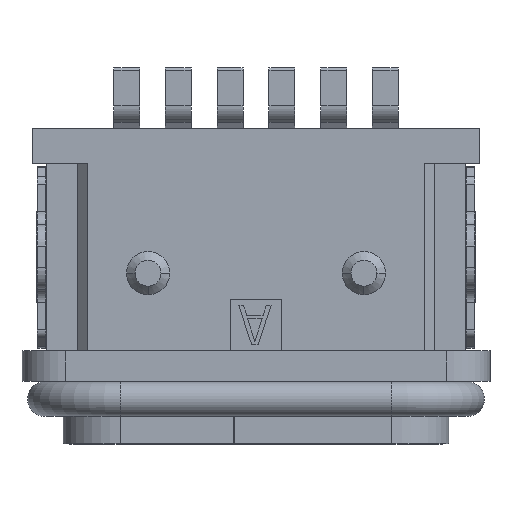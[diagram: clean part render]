
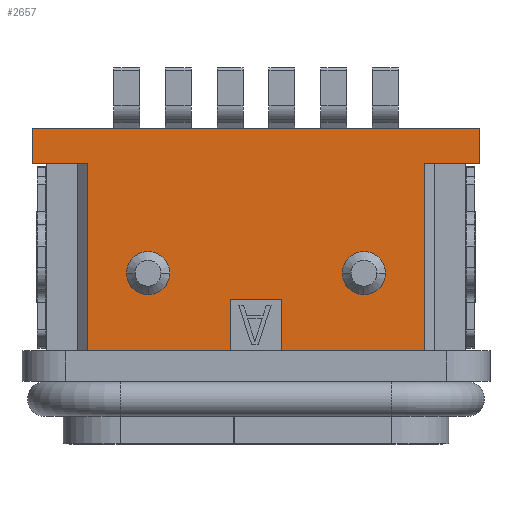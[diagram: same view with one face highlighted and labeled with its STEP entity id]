
A CAD part, top view. The second image highlights one B-rep face of the part: STEP entity #2657.
In plain terms, the highlighted planar face has unit normal (0, 0, 1).
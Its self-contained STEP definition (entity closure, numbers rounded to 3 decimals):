
#48 = VECTOR ( 'NONE', #6680, 1000. ) ;
#134 = EDGE_CURVE ( 'NONE', #14687, #2235, #16451, .T. ) ;
#463 = LINE ( 'NONE', #17561, #491 ) ;
#491 = VECTOR ( 'NONE', #13185, 1000. ) ;
#516 = CARTESIAN_POINT ( 'NONE',  ( 2.5, 3.15, 2.23 ) ) ;
#561 = DIRECTION ( 'NONE',  ( 0., 1., 0. ) ) ;
#662 = CARTESIAN_POINT ( 'NONE',  ( 0.6, 1.35, 2.23 ) ) ;
#1077 = LINE ( 'NONE', #14715, #14952 ) ;
#1126 = DIRECTION ( 'NONE',  ( 1., 0., 0. ) ) ;
#1270 = CARTESIAN_POINT ( 'NONE',  ( -2.5, 3.15, 2.23 ) ) ;
#1280 = EDGE_CURVE ( 'NONE', #6997, #13683, #16949, .T. ) ;
#1512 = VECTOR ( 'NONE', #12618, 1000. ) ;
#1624 = CARTESIAN_POINT ( 'NONE',  ( 5.17, 6.5, 2.23 ) ) ;
#1719 = CARTESIAN_POINT ( 'NONE',  ( -5.17, 6.5, 2.23 ) ) ;
#1740 = CARTESIAN_POINT ( 'NONE',  ( 3.895, 5.7, 2.23 ) ) ;
#1761 = CIRCLE ( 'NONE', #4695, 0.5 ) ;
#1900 = CARTESIAN_POINT ( 'NONE',  ( -0.6, 1.35, 2.23 ) ) ;
#2132 = EDGE_CURVE ( 'NONE', #10602, #5817, #12251, .T. ) ;
#2235 = VERTEX_POINT ( 'NONE', #6935 ) ;
#2657 = ADVANCED_FACE ( 'NONE', ( #10242, #11570, #9947 ), #3618, .T. ) ;
#2687 = VECTOR ( 'NONE', #561, 1000. ) ;
#3040 = VERTEX_POINT ( 'NONE', #18870 ) ;
#3085 = AXIS2_PLACEMENT_3D ( 'NONE', #8368, #7050, #6825 ) ;
#3140 = VERTEX_POINT ( 'NONE', #5529 ) ;
#3228 = ORIENTED_EDGE ( 'NONE', *, *, #14602, .T. ) ;
#3570 = EDGE_CURVE ( 'NONE', #7546, #3140, #13158, .T. ) ;
#3618 = PLANE ( 'NONE',  #15484 ) ;
#3706 = ORIENTED_EDGE ( 'NONE', *, *, #16571, .F. ) ;
#3858 = EDGE_CURVE ( 'NONE', #2235, #13683, #12230, .T. ) ;
#3910 = DIRECTION ( 'NONE',  ( 0., 1., 0. ) ) ;
#3928 = VECTOR ( 'NONE', #10814, 1000. ) ;
#4249 = EDGE_CURVE ( 'NONE', #18556, #17852, #12306, .T. ) ;
#4302 = LINE ( 'NONE', #12141, #3928 ) ;
#4695 = AXIS2_PLACEMENT_3D ( 'NONE', #8125, #18353, #8987 ) ;
#4718 = CARTESIAN_POINT ( 'NONE',  ( -0.6, 1.35, 2.23 ) ) ;
#4856 = VERTEX_POINT ( 'NONE', #15076 ) ;
#5140 = ORIENTED_EDGE ( 'NONE', *, *, #16578, .F. ) ;
#5247 = CARTESIAN_POINT ( 'NONE',  ( 0.6, 2.55, 2.23 ) ) ;
#5363 = VECTOR ( 'NONE', #7828, 1000. ) ;
#5367 = DIRECTION ( 'NONE',  ( 0., -1., 0. ) ) ;
#5468 = ORIENTED_EDGE ( 'NONE', *, *, #1280, .F. ) ;
#5529 = CARTESIAN_POINT ( 'NONE',  ( -3., 3.15, 2.23 ) ) ;
#5817 = VERTEX_POINT ( 'NONE', #17728 ) ;
#5879 = EDGE_CURVE ( 'NONE', #4856, #3040, #16328, .T. ) ;
#5947 = DIRECTION ( 'NONE',  ( 0., -1., 0. ) ) ;
#5954 = AXIS2_PLACEMENT_3D ( 'NONE', #1270, #7476, #18568 ) ;
#6680 = DIRECTION ( 'NONE',  ( -1., 0., 0. ) ) ;
#6707 = EDGE_CURVE ( 'NONE', #10602, #11613, #14401, .T. ) ;
#6825 = DIRECTION ( 'NONE',  ( 1., 0., 0. ) ) ;
#6935 = CARTESIAN_POINT ( 'NONE',  ( 3.895, 5.7, 2.23 ) ) ;
#6997 = VERTEX_POINT ( 'NONE', #9103 ) ;
#7003 = ORIENTED_EDGE ( 'NONE', *, *, #5879, .F. ) ;
#7040 = DIRECTION ( 'NONE',  ( 0., 0., 1. ) ) ;
#7050 = DIRECTION ( 'NONE',  ( 0., 0., 1. ) ) ;
#7476 = DIRECTION ( 'NONE',  ( 0., 0., 1. ) ) ;
#7546 = VERTEX_POINT ( 'NONE', #17890 ) ;
#7579 = VECTOR ( 'NONE', #1126, 1000. ) ;
#7828 = DIRECTION ( 'NONE',  ( -1., 0., 0. ) ) ;
#8125 = CARTESIAN_POINT ( 'NONE',  ( 2.5, 3.15, 2.23 ) ) ;
#8197 = AXIS2_PLACEMENT_3D ( 'NONE', #516, #7040, #19135 ) ;
#8368 = CARTESIAN_POINT ( 'NONE',  ( -2.5, 3.15, 2.23 ) ) ;
#8406 = LINE ( 'NONE', #16341, #14787 ) ;
#8950 = LINE ( 'NONE', #1624, #5363 ) ;
#8987 = DIRECTION ( 'NONE',  ( 1., 0., 0. ) ) ;
#9085 = VERTEX_POINT ( 'NONE', #5247 ) ;
#9103 = CARTESIAN_POINT ( 'NONE',  ( 5.17, 6.5, 2.23 ) ) ;
#9318 = ORIENTED_EDGE ( 'NONE', *, *, #134, .T. ) ;
#9373 = CARTESIAN_POINT ( 'NONE',  ( 5.17, 5.7, 2.23 ) ) ;
#9449 = EDGE_LOOP ( 'NONE', ( #11850, #10749, #16308, #3706, #5140, #9318, #16263, #5468, #13776, #17429, #3228, #18232 ) ) ;
#9500 = EDGE_LOOP ( 'NONE', ( #10747, #7003 ) ) ;
#9912 = VECTOR ( 'NONE', #12552, 1000. ) ;
#9947 = FACE_OUTER_BOUND ( 'NONE', #9449, .T. ) ;
#9969 = VERTEX_POINT ( 'NONE', #662 ) ;
#9998 = CARTESIAN_POINT ( 'NONE',  ( -3.895, 5.7, 2.23 ) ) ;
#10039 = EDGE_CURVE ( 'NONE', #13246, #11613, #1077, .T. ) ;
#10127 = DIRECTION ( 'NONE',  ( 0., 0., 1. ) ) ;
#10174 = CIRCLE ( 'NONE', #5954, 0.5 ) ;
#10242 = FACE_BOUND ( 'NONE', #18312, .T. ) ;
#10602 = VERTEX_POINT ( 'NONE', #19875 ) ;
#10644 = EDGE_CURVE ( 'NONE', #9085, #5817, #4302, .T. ) ;
#10747 = ORIENTED_EDGE ( 'NONE', *, *, #15979, .F. ) ;
#10749 = ORIENTED_EDGE ( 'NONE', *, *, #2132, .T. ) ;
#10814 = DIRECTION ( 'NONE',  ( -1., 0., 0. ) ) ;
#11500 = VECTOR ( 'NONE', #5947, 1000. ) ;
#11570 = FACE_BOUND ( 'NONE', #9500, .T. ) ;
#11613 = VERTEX_POINT ( 'NONE', #19576 ) ;
#11850 = ORIENTED_EDGE ( 'NONE', *, *, #6707, .F. ) ;
#12101 = CARTESIAN_POINT ( 'NONE',  ( 3.895, 1.35, 2.23 ) ) ;
#12141 = CARTESIAN_POINT ( 'NONE',  ( 0.6, 2.55, 2.23 ) ) ;
#12230 = LINE ( 'NONE', #1740, #1512 ) ;
#12251 = LINE ( 'NONE', #4718, #9912 ) ;
#12306 = LINE ( 'NONE', #18518, #13190 ) ;
#12552 = DIRECTION ( 'NONE',  ( 0., 1., 0. ) ) ;
#12603 = DIRECTION ( 'NONE',  ( 0., -1., 0. ) ) ;
#12618 = DIRECTION ( 'NONE',  ( 1., 0., 0. ) ) ;
#13078 = DIRECTION ( 'NONE',  ( 1., 0., 0. ) ) ;
#13082 = EDGE_CURVE ( 'NONE', #3140, #7546, #10174, .T. ) ;
#13158 = CIRCLE ( 'NONE', #3085, 0.5 ) ;
#13185 = DIRECTION ( 'NONE',  ( -1., 0., 0. ) ) ;
#13190 = VECTOR ( 'NONE', #12603, 1000. ) ;
#13246 = VERTEX_POINT ( 'NONE', #9998 ) ;
#13284 = CARTESIAN_POINT ( 'NONE',  ( -4.97, 0., 2.23 ) ) ;
#13683 = VERTEX_POINT ( 'NONE', #9373 ) ;
#13730 = LINE ( 'NONE', #19534, #7579 ) ;
#13776 = ORIENTED_EDGE ( 'NONE', *, *, #18356, .T. ) ;
#14401 = LINE ( 'NONE', #1900, #48 ) ;
#14602 = EDGE_CURVE ( 'NONE', #17852, #13246, #13730, .T. ) ;
#14687 = VERTEX_POINT ( 'NONE', #12101 ) ;
#14715 = CARTESIAN_POINT ( 'NONE',  ( -3.895, 5.7, 2.23 ) ) ;
#14787 = VECTOR ( 'NONE', #3910, 1000. ) ;
#14952 = VECTOR ( 'NONE', #5367, 1000. ) ;
#15076 = CARTESIAN_POINT ( 'NONE',  ( 2., 3.15, 2.23 ) ) ;
#15484 = AXIS2_PLACEMENT_3D ( 'NONE', #13284, #10127, #13078 ) ;
#15979 = EDGE_CURVE ( 'NONE', #3040, #4856, #1761, .T. ) ;
#16263 = ORIENTED_EDGE ( 'NONE', *, *, #3858, .T. ) ;
#16308 = ORIENTED_EDGE ( 'NONE', *, *, #10644, .F. ) ;
#16328 = CIRCLE ( 'NONE', #8197, 0.5 ) ;
#16341 = CARTESIAN_POINT ( 'NONE',  ( 0.6, 1.35, 2.23 ) ) ;
#16451 = LINE ( 'NONE', #19284, #2687 ) ;
#16571 = EDGE_CURVE ( 'NONE', #9969, #9085, #8406, .T. ) ;
#16578 = EDGE_CURVE ( 'NONE', #14687, #9969, #463, .T. ) ;
#16949 = LINE ( 'NONE', #18166, #11500 ) ;
#17429 = ORIENTED_EDGE ( 'NONE', *, *, #4249, .T. ) ;
#17551 = ORIENTED_EDGE ( 'NONE', *, *, #13082, .F. ) ;
#17561 = CARTESIAN_POINT ( 'NONE',  ( 3.895, 1.35, 2.23 ) ) ;
#17728 = CARTESIAN_POINT ( 'NONE',  ( -0.6, 2.55, 2.23 ) ) ;
#17852 = VERTEX_POINT ( 'NONE', #19166 ) ;
#17890 = CARTESIAN_POINT ( 'NONE',  ( -2., 3.15, 2.23 ) ) ;
#18166 = CARTESIAN_POINT ( 'NONE',  ( 5.17, 6.5, 2.23 ) ) ;
#18232 = ORIENTED_EDGE ( 'NONE', *, *, #10039, .T. ) ;
#18312 = EDGE_LOOP ( 'NONE', ( #18825, #17551 ) ) ;
#18353 = DIRECTION ( 'NONE',  ( 0., 0., 1. ) ) ;
#18356 = EDGE_CURVE ( 'NONE', #6997, #18556, #8950, .T. ) ;
#18518 = CARTESIAN_POINT ( 'NONE',  ( -5.17, 6.5, 2.23 ) ) ;
#18556 = VERTEX_POINT ( 'NONE', #1719 ) ;
#18568 = DIRECTION ( 'NONE',  ( -1., 0., 0. ) ) ;
#18825 = ORIENTED_EDGE ( 'NONE', *, *, #3570, .F. ) ;
#18870 = CARTESIAN_POINT ( 'NONE',  ( 3., 3.15, 2.23 ) ) ;
#19135 = DIRECTION ( 'NONE',  ( -1., 0., 0. ) ) ;
#19166 = CARTESIAN_POINT ( 'NONE',  ( -5.17, 5.7, 2.23 ) ) ;
#19284 = CARTESIAN_POINT ( 'NONE',  ( 3.895, 1.35, 2.23 ) ) ;
#19534 = CARTESIAN_POINT ( 'NONE',  ( -5.17, 5.7, 2.23 ) ) ;
#19576 = CARTESIAN_POINT ( 'NONE',  ( -3.895, 1.35, 2.23 ) ) ;
#19875 = CARTESIAN_POINT ( 'NONE',  ( -0.6, 1.35, 2.23 ) ) ;
